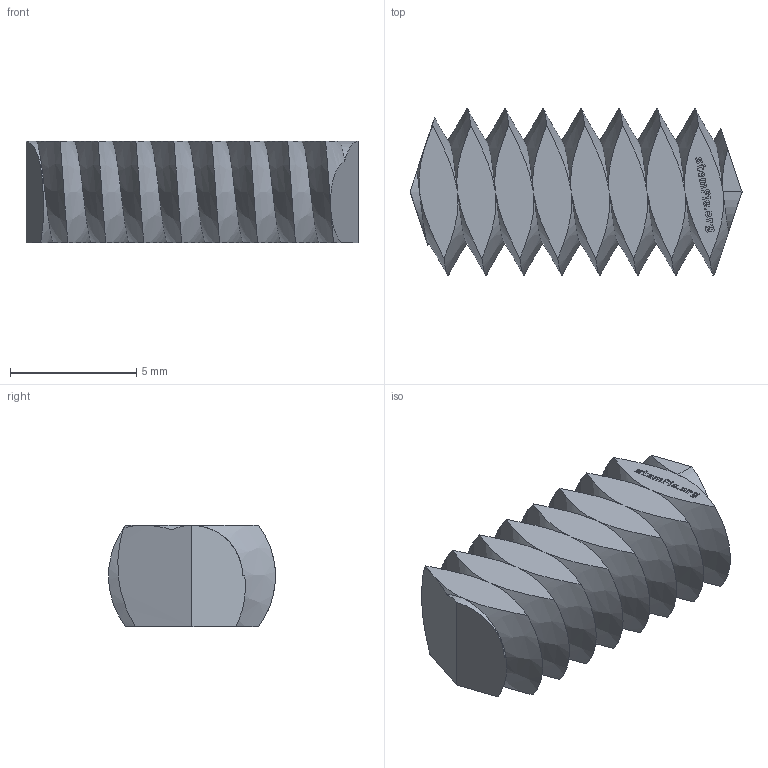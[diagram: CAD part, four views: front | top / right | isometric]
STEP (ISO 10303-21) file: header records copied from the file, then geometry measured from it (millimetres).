
FILE_DESCRIPTION(('FreeCAD Model'),'2;1');
FILE_NAME('Open CASCADE Shape Model','2022-07-12T16:04:19',(''),(''), 'Open CASCADE STEP processor 7.5','FreeCAD','Unknown');
FILE_SCHEMA(('AUTOMOTIVE_DESIGN { 1 0 10303 214 1 1 1 1 }'));
Length unit declared in the file: millimetre
Products named in the file (1): Threaded Rod THR FL-RH BU00.25 -SPN-THR-0001
Bounding box: 13.12 x 6.6 x 4 mm (x, y, z)
Volume: 232.1 mm3; surface area: 339.7 mm2
Topology: 1 solids, 1 shells, 289 faces, 823 edges, 548 vertices
Faces by surface type: plane 251, bspline 36, cylinder 2
Entity records: 24078 total; most frequent: CARTESIAN_POINT 8182, DIRECTION 2673, LINE 2156, VECTOR 2156, ORIENTED_EDGE 1646, PCURVE 1646, DEFINITIONAL_REPRESENTATION 1646, EDGE_CURVE 823
